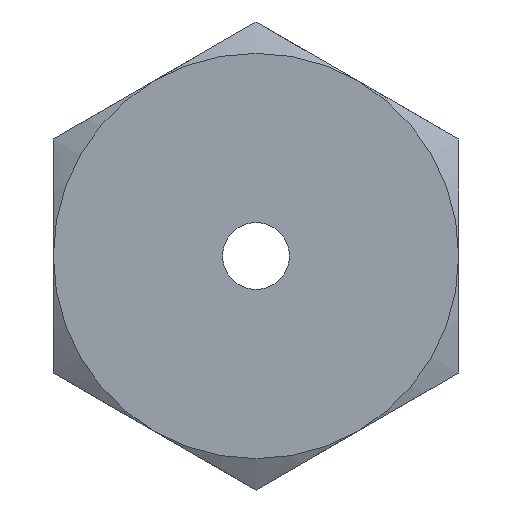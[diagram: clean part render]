
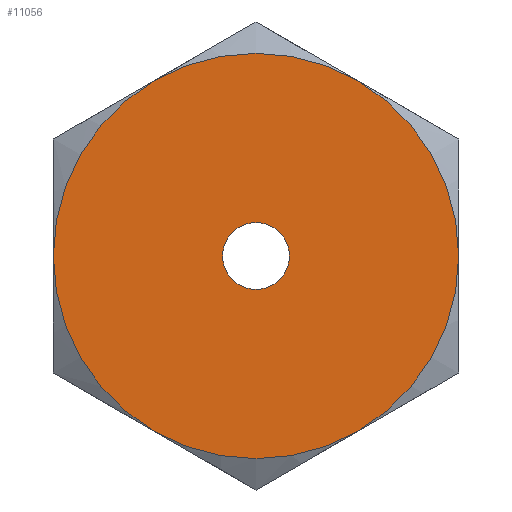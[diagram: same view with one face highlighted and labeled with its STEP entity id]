
A CAD part, left-side view. The second image highlights one B-rep face of the part: STEP entity #11056.
In plain terms, the highlighted planar face has unit normal (-1, 0, 0).
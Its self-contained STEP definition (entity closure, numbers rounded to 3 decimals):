
#5207=CARTESIAN_POINT('',(-3.5,2.,
-3.464));
#5234=CARTESIAN_POINT('',(-3.5,4.,
0.));
#5256=CARTESIAN_POINT('',(-3.5,2.,3.464));
#5280=CARTESIAN_POINT('',(-3.5,-2.,
3.464));
#5305=CARTESIAN_POINT('',(-3.5,-4.,
0.));
#5329=CARTESIAN_POINT('',(-3.5,-2.,
-3.464));
#5343=CARTESIAN_POINT('',(-3.5,0.,0.));
#5344=DIRECTION('',(-1.,0.,0.));
#5345=DIRECTION('',(0.,1.,0.));
#5346=AXIS2_PLACEMENT_3D('',#5343,#5344,#5345);
#5348=CARTESIAN_POINT('',(-3.5,0.,0.));
#5349=DIRECTION('',(-1.,0.,0.));
#5350=DIRECTION('',(0.,0.5,0.866));
#5351=AXIS2_PLACEMENT_3D('',#5348,#5349,#5350);
#5353=CARTESIAN_POINT('',(-3.5,0.,0.));
#5354=DIRECTION('',(-1.,0.,0.));
#5355=DIRECTION('',(0.,-0.5,0.866));
#5356=AXIS2_PLACEMENT_3D('',#5353,#5354,#5355);
#5358=CARTESIAN_POINT('',(-3.5,0.,0.));
#5359=DIRECTION('',(-1.,0.,0.));
#5360=DIRECTION('',(0.,-1.,0.));
#5361=AXIS2_PLACEMENT_3D('',#5358,#5359,#5360);
#5363=CARTESIAN_POINT('',(-3.5,0.,0.));
#5364=DIRECTION('',(-1.,0.,0.));
#5365=DIRECTION('',(0.,-0.5,-0.866));
#5366=AXIS2_PLACEMENT_3D('',#5363,#5364,#5365);
#5368=CARTESIAN_POINT('',(-3.5,0.,0.));
#5369=DIRECTION('',(-1.,0.,0.));
#5370=DIRECTION('',(0.,0.5,-0.866));
#5371=AXIS2_PLACEMENT_3D('',#5368,#5369,#5370);
#5373=CARTESIAN_POINT('',(-3.5,0.,0.));
#5374=DIRECTION('',(1.,0.,0.));
#5375=DIRECTION('',(0.,-1.,0.));
#5376=AXIS2_PLACEMENT_3D('',#5373,#5374,#5375);
#5378=CARTESIAN_POINT('',(-3.5,0.,0.));
#5379=DIRECTION('',(1.,0.,0.));
#5380=DIRECTION('',(0.,1.,0.));
#5381=AXIS2_PLACEMENT_3D('',#5378,#5379,#5380);
#5632=VERTEX_POINT('',#5207);
#5634=VERTEX_POINT('',#5234);
#5637=VERTEX_POINT('',#5256);
#5639=VERTEX_POINT('',#5280);
#5641=VERTEX_POINT('',#5305);
#5642=VERTEX_POINT('',#5329);
#5675=CARTESIAN_POINT('',(-3.5,-0.66,0.));
#5676=CARTESIAN_POINT('',(-3.5,0.66,0.));
#5677=VERTEX_POINT('',#5675);
#5678=VERTEX_POINT('',#5676);
#11034=CARTESIAN_POINT('',(-3.5,0.,0.));
#11035=DIRECTION('',(1.,0.,0.));
#11036=DIRECTION('',(0.,1.,0.));
#11037=AXIS2_PLACEMENT_3D('',#11034,#11035,#11036);
#11038=PLANE('',#11037);
#11039=ORIENTED_EDGE('',*,*,#11005,.F.);
#11041=ORIENTED_EDGE('',*,*,#11040,.F.);
#11043=ORIENTED_EDGE('',*,*,#11042,.F.);
#11045=ORIENTED_EDGE('',*,*,#11044,.F.);
#11046=ORIENTED_EDGE('',*,*,#11029,.F.);
#11047=ORIENTED_EDGE('',*,*,#11016,.F.);
#11048=EDGE_LOOP('',(#11039,#11041,#11043,#11045,#11046,#11047));
#11049=FACE_OUTER_BOUND('',#11048,.F.);
#11051=ORIENTED_EDGE('',*,*,#11050,.F.);
#11053=ORIENTED_EDGE('',*,*,#11052,.F.);
#11054=EDGE_LOOP('',(#11051,#11053));
#11055=FACE_BOUND('',#11054,.F.);
#5347=CIRCLE('',#5346,4.);
#5352=CIRCLE('',#5351,4.);
#5357=CIRCLE('',#5356,4.);
#5362=CIRCLE('',#5361,4.);
#5367=CIRCLE('',#5366,4.);
#5372=CIRCLE('',#5371,4.);
#5377=CIRCLE('',#5376,0.66);
#5382=CIRCLE('',#5381,0.66);
#11005=EDGE_CURVE('',#5634,#5632,#5347,.T.);
#11016=EDGE_CURVE('',#5632,#5642,#5372,.T.);
#11029=EDGE_CURVE('',#5642,#5641,#5367,.T.);
#11040=EDGE_CURVE('',#5637,#5634,#5352,.T.);
#11042=EDGE_CURVE('',#5639,#5637,#5357,.T.);
#11044=EDGE_CURVE('',#5641,#5639,#5362,.T.);
#11050=EDGE_CURVE('',#5677,#5678,#5377,.T.);
#11052=EDGE_CURVE('',#5678,#5677,#5382,.T.);
#11056=ADVANCED_FACE('',(#11049,#11055),#11038,.F.);
